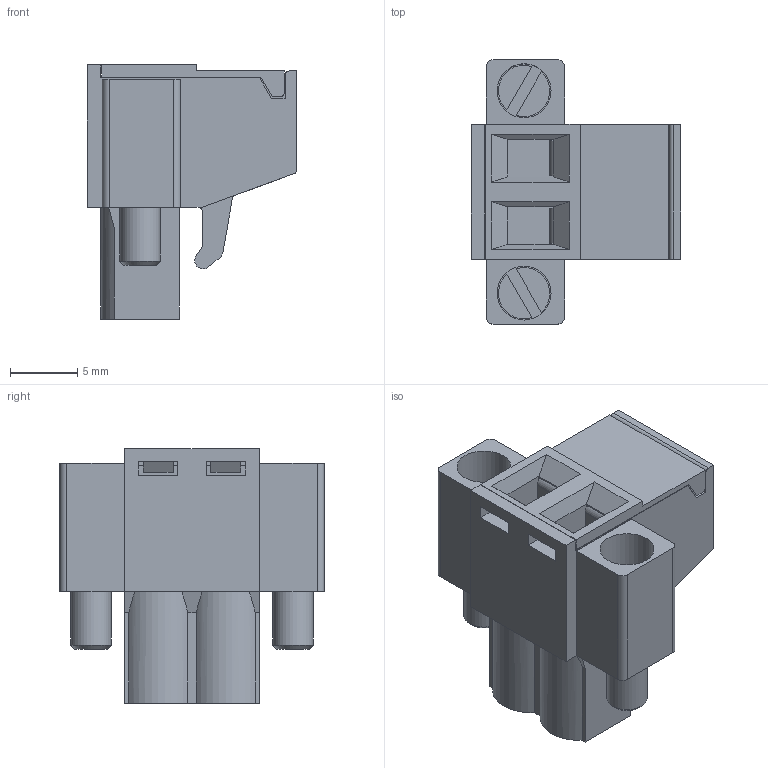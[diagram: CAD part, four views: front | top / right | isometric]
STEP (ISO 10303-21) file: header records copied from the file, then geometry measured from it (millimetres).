
FILE_DESCRIPTION(('STEP AP214'),'1');
FILE_NAME('SH02-5-K.stp','2021-04-26T11:51:38',(' '),(' '),'Spatial InterOp 3D',' ',' ');
FILE_SCHEMA(('automotive_design'));
Length unit declared in the file: metre
Products named in the file (1): 1
Bounding box: 15.5 x 19.6 x 18.85 mm (x, y, z)
Volume: 2179.6 mm3; surface area: 1951.4 mm2
Topology: 1 solids, 1 shells, 210 faces, 564 edges, 370 vertices
Faces by surface type: plane 172, cylinder 33, cone 4, extrusion 1
Full cylindrical faces by diameter (mm): 1.6 x2, 3 x2, 4 x4
Entity records: 8144 total; most frequent: CARTESIAN_POINT 1173, ORIENTED_EDGE 1096, DIRECTION 1047, EDGE_CURVE 548, VECTOR 467, LINE 466, VERTEX_POINT 366, AXIS2_PLACEMENT_3D 290
